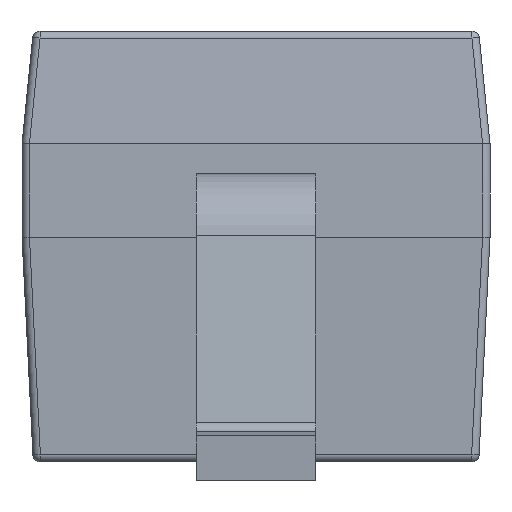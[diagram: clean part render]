
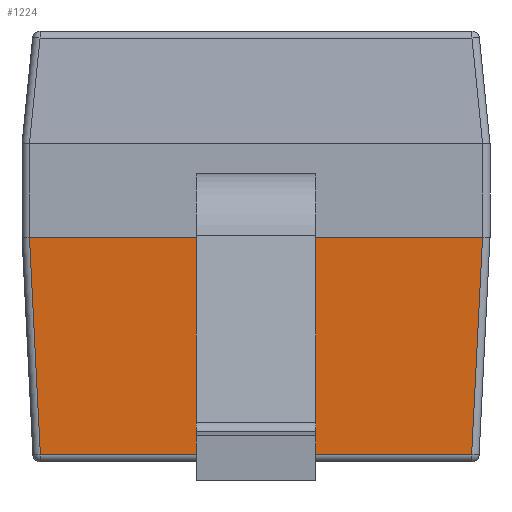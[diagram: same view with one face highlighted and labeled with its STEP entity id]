
A CAD part, front view. The second image highlights one B-rep face of the part: STEP entity #1224.
In plain terms, the highlighted planar face has unit normal (0, -0.999, -0.05).
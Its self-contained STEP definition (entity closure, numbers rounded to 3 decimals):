
#166=FACE_OUTER_BOUND('',#236,.T.);
#236=EDGE_LOOP('',(#976,#977,#978,#979,#980,#981));
#282=LINE('',#1803,#408);
#320=LINE('',#1915,#446);
#322=LINE('',#1918,#448);
#329=LINE('',#1933,#455);
#331=LINE('',#1936,#457);
#338=LINE('',#1952,#464);
#408=VECTOR('',#1438,10.);
#446=VECTOR('',#1556,10.);
#448=VECTOR('',#1560,10.);
#455=VECTOR('',#1571,10.);
#457=VECTOR('',#1575,10.);
#464=VECTOR('',#1600,10.);
#528=VERTEX_POINT('',#1769);
#532=VERTEX_POINT('',#1777);
#540=VERTEX_POINT('',#1800);
#541=VERTEX_POINT('',#1802);
#576=VERTEX_POINT('',#1921);
#581=VERTEX_POINT('',#1931);
#652=EDGE_CURVE('',#541,#540,#282,.T.);
#711=EDGE_CURVE('',#541,#532,#320,.T.);
#713=EDGE_CURVE('',#532,#528,#322,.T.);
#721=EDGE_CURVE('',#576,#581,#329,.T.);
#723=EDGE_CURVE('',#528,#581,#331,.T.);
#730=EDGE_CURVE('',#540,#576,#338,.T.);
#976=ORIENTED_EDGE('',*,*,#711,.F.);
#977=ORIENTED_EDGE('',*,*,#652,.T.);
#978=ORIENTED_EDGE('',*,*,#730,.T.);
#979=ORIENTED_EDGE('',*,*,#721,.T.);
#980=ORIENTED_EDGE('',*,*,#723,.F.);
#981=ORIENTED_EDGE('',*,*,#713,.F.);
#1162=PLANE('',#1340);
#1224=ADVANCED_FACE('',(#166),#1162,.T.);
#1340=AXIS2_PLACEMENT_3D('',#1951,#1598,#1599);
#1438=DIRECTION('',(-1.,0.,0.));
#1556=DIRECTION('',(-0.05,0.05,-0.998));
#1560=DIRECTION('',(-1.,0.,0.));
#1571=DIRECTION('',(-1.,0.,0.));
#1575=DIRECTION('',(-0.05,-0.05,0.998));
#1598=DIRECTION('center_axis',(0.,-0.999,-0.05));
#1599=DIRECTION('ref_axis',(0.,0.05,-0.999));
#1600=DIRECTION('',(-1.,0.,0.));
#1769=CARTESIAN_POINT('',(-0.576,-0.821,0.069));
#1777=CARTESIAN_POINT('',(0.576,-0.821,0.069));
#1800=CARTESIAN_POINT('',(0.605,-0.85,0.65));
#1802=CARTESIAN_POINT('',(0.605,-0.85,0.65));
#1803=CARTESIAN_POINT('',(0.,-0.85,0.65));
#1915=CARTESIAN_POINT('',(0.589,-0.834,0.326));
#1918=CARTESIAN_POINT('',(0.,-0.821,0.069));
#1921=CARTESIAN_POINT('',(-0.605,-0.85,0.65));
#1931=CARTESIAN_POINT('',(-0.605,-0.85,0.65));
#1933=CARTESIAN_POINT('',(0.,-0.85,0.65));
#1936=CARTESIAN_POINT('',(-0.589,-0.834,0.326));
#1951=CARTESIAN_POINT('Origin',(0.,-0.835,0.35));
#1952=CARTESIAN_POINT('',(0.,-0.85,0.65));
